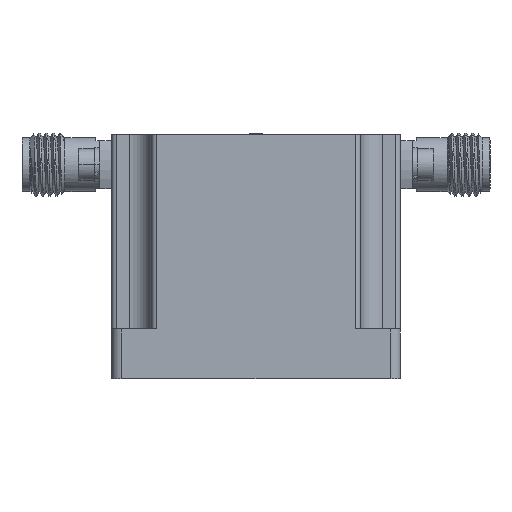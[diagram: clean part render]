
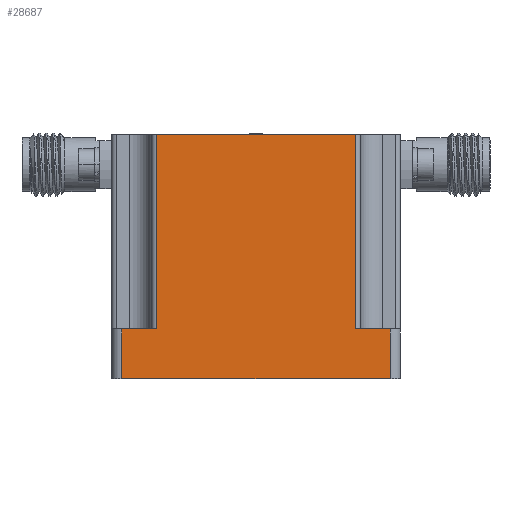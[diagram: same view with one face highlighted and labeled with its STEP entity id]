
A CAD part, front view. The second image highlights one B-rep face of the part: STEP entity #28687.
In plain terms, the highlighted planar face has unit normal (0, -1, 0).
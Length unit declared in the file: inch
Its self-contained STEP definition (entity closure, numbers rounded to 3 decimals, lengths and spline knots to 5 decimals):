
#664 = EDGE_CURVE ( 'NONE', #45626, #51577, #20772, .T. ) ;
#732 = DIRECTION ( 'NONE',  ( -1., 0., 0. ) ) ;
#3976 = ORIENTED_EDGE ( 'NONE', *, *, #15125, .F. ) ;
#6493 = VERTEX_POINT ( 'NONE', #37708 ) ;
#7428 = EDGE_CURVE ( 'NONE', #52608, #38271, #47877, .T. ) ;
#7441 = DIRECTION ( 'NONE',  ( 0., 0., -1. ) ) ;
#9944 = CARTESIAN_POINT ( 'NONE',  ( -0.5315, -3.54331, -0.96457 ) ) ;
#10340 = CARTESIAN_POINT ( 'NONE',  ( 0.5315, -3.54331, -0.96457 ) ) ;
#11141 = LINE ( 'NONE', #51344, #62044 ) ;
#13065 = EDGE_CURVE ( 'NONE', #30711, #45626, #34700, .T. ) ;
#14445 = LINE ( 'NONE', #58027, #64981 ) ;
#15024 = DIRECTION ( 'NONE',  ( 1., 0., 0. ) ) ;
#15125 = EDGE_CURVE ( 'NONE', #6493, #51577, #11141, .T. ) ;
#16213 = PLANE ( 'NONE',  #35578 ) ;
#20284 = DIRECTION ( 'NONE',  ( 0., 0., 1. ) ) ;
#20772 = LINE ( 'NONE', #54747, #35360 ) ;
#20939 = VECTOR ( 'NONE', #51561, 39.37008 ) ;
#22119 = DIRECTION ( 'NONE',  ( 0., -1., 0. ) ) ;
#22399 = VECTOR ( 'NONE', #20284, 39.37008 ) ;
#25137 = CARTESIAN_POINT ( 'NONE',  ( 0.3937, -3.54331, -0.76772 ) ) ;
#25262 = CARTESIAN_POINT ( 'NONE',  ( 0.3937, -3.54331, 0. ) ) ;
#25394 = VECTOR ( 'NONE', #15024, 39.37008 ) ;
#28477 = DIRECTION ( 'NONE',  ( 1., 0., 0. ) ) ;
#28687 = ADVANCED_FACE ( 'NONE', ( #50531 ), #16213, .T. ) ;
#28797 = CARTESIAN_POINT ( 'NONE',  ( -0.5315, -3.54331, -0.76772 ) ) ;
#29028 = LINE ( 'NONE', #68575, #20939 ) ;
#29947 = LINE ( 'NONE', #30306, #72004 ) ;
#30306 = CARTESIAN_POINT ( 'NONE',  ( -0.5315, -3.54331, -0.96457 ) ) ;
#30711 = VERTEX_POINT ( 'NONE', #56808 ) ;
#31991 = CARTESIAN_POINT ( 'NONE',  ( 0., -3.54331, -0.76772 ) ) ;
#34700 = LINE ( 'NONE', #28797, #58620 ) ;
#35360 = VECTOR ( 'NONE', #55486, 39.37008 ) ;
#35578 = AXIS2_PLACEMENT_3D ( 'NONE', #9944, #22119, #39106 ) ;
#37708 = CARTESIAN_POINT ( 'NONE',  ( -0.3937, -3.54331, 0. ) ) ;
#37738 = VERTEX_POINT ( 'NONE', #70945 ) ;
#38271 = VERTEX_POINT ( 'NONE', #47959 ) ;
#39106 = DIRECTION ( 'NONE',  ( 0., 0., -1. ) ) ;
#41179 = ORIENTED_EDGE ( 'NONE', *, *, #43576, .T. ) ;
#43576 = EDGE_CURVE ( 'NONE', #48065, #30711, #64600, .T. ) ;
#44234 = ORIENTED_EDGE ( 'NONE', *, *, #63968, .T. ) ;
#45191 = ORIENTED_EDGE ( 'NONE', *, *, #60579, .T. ) ;
#45626 = VERTEX_POINT ( 'NONE', #25137 ) ;
#47433 = EDGE_LOOP ( 'NONE', ( #48351, #3976, #44234, #71663, #66312, #45191, #41179, #70903 ) ) ;
#47877 = LINE ( 'NONE', #31991, #25394 ) ;
#47959 = CARTESIAN_POINT ( 'NONE',  ( -0.3937, -3.54331, -0.76772 ) ) ;
#48065 = VERTEX_POINT ( 'NONE', #10340 ) ;
#48351 = ORIENTED_EDGE ( 'NONE', *, *, #664, .T. ) ;
#50531 = FACE_OUTER_BOUND ( 'NONE', #47433, .T. ) ;
#51344 = CARTESIAN_POINT ( 'NONE',  ( 0., -3.54331, 0. ) ) ;
#51561 = DIRECTION ( 'NONE',  ( 1., 0., 0. ) ) ;
#51577 = VERTEX_POINT ( 'NONE', #25262 ) ;
#52608 = VERTEX_POINT ( 'NONE', #72527 ) ;
#54747 = CARTESIAN_POINT ( 'NONE',  ( 0.3937, -3.54331, -0.96457 ) ) ;
#55486 = DIRECTION ( 'NONE',  ( 0., 0., 1. ) ) ;
#56808 = CARTESIAN_POINT ( 'NONE',  ( 0.5315, -3.54331, -0.76772 ) ) ;
#58027 = CARTESIAN_POINT ( 'NONE',  ( -0.3937, -3.54331, -0.96457 ) ) ;
#58620 = VECTOR ( 'NONE', #732, 39.37008 ) ;
#58670 = CARTESIAN_POINT ( 'NONE',  ( 0.5315, -3.54331, -0.96457 ) ) ;
#60579 = EDGE_CURVE ( 'NONE', #37738, #48065, #29028, .T. ) ;
#62044 = VECTOR ( 'NONE', #28477, 39.37008 ) ;
#63849 = EDGE_CURVE ( 'NONE', #37738, #52608, #29947, .T. ) ;
#63968 = EDGE_CURVE ( 'NONE', #6493, #38271, #14445, .T. ) ;
#64600 = LINE ( 'NONE', #58670, #22399 ) ;
#64981 = VECTOR ( 'NONE', #7441, 39.37008 ) ;
#66312 = ORIENTED_EDGE ( 'NONE', *, *, #63849, .F. ) ;
#68575 = CARTESIAN_POINT ( 'NONE',  ( -0.3957, -3.54331, -0.96457 ) ) ;
#69838 = DIRECTION ( 'NONE',  ( 0., 0., 1. ) ) ;
#70903 = ORIENTED_EDGE ( 'NONE', *, *, #13065, .T. ) ;
#70945 = CARTESIAN_POINT ( 'NONE',  ( -0.5315, -3.54331, -0.96457 ) ) ;
#71663 = ORIENTED_EDGE ( 'NONE', *, *, #7428, .F. ) ;
#72004 = VECTOR ( 'NONE', #69838, 39.37008 ) ;
#72527 = CARTESIAN_POINT ( 'NONE',  ( -0.5315, -3.54331, -0.76772 ) ) ;
